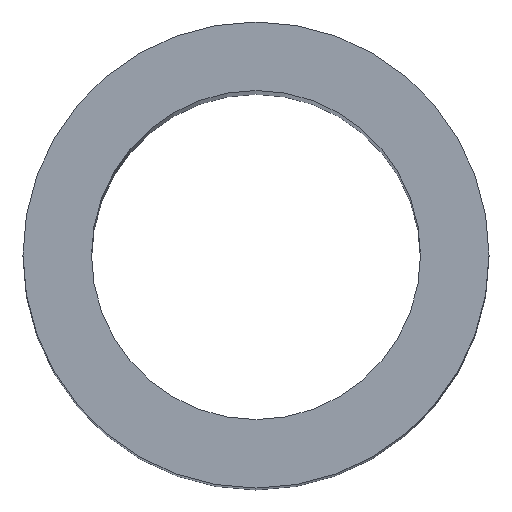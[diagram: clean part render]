
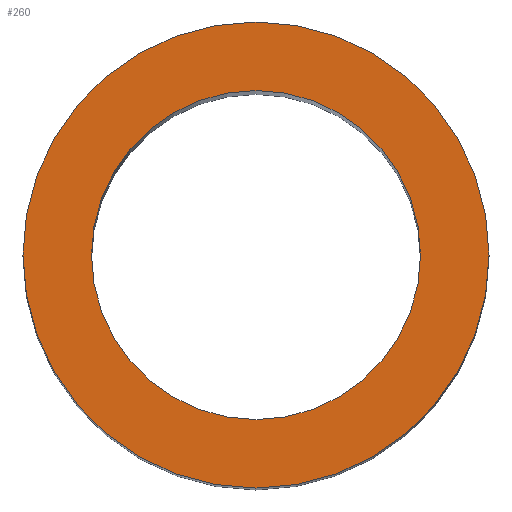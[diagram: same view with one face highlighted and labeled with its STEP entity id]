
A CAD part, top view. The second image highlights one B-rep face of the part: STEP entity #260.
In plain terms, the highlighted planar face has unit normal (0, 0, 1).
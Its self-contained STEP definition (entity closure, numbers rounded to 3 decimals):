
#6 = VERTEX_POINT ( 'NONE', #97 ) ;
#9 = AXIS2_PLACEMENT_3D ( 'NONE', #16, #319, #153 ) ;
#16 = CARTESIAN_POINT ( 'NONE',  ( 0., 0., 81. ) ) ;
#18 = EDGE_LOOP ( 'NONE', ( #87, #168 ) ) ;
#24 = VERTEX_POINT ( 'NONE', #175 ) ;
#26 = EDGE_CURVE ( 'NONE', #309, #6, #75, .T. ) ;
#34 = CARTESIAN_POINT ( 'NONE',  ( 0., 0., 81. ) ) ;
#35 = EDGE_CURVE ( 'NONE', #6, #309, #165, .T. ) ;
#37 = DIRECTION ( 'NONE',  ( 0., 0., 1. ) ) ;
#42 = DIRECTION ( 'NONE',  ( 1., 0., 0. ) ) ;
#49 = CIRCLE ( 'NONE', #217, 8.5 ) ;
#60 = DIRECTION ( 'NONE',  ( 0., 0., 1. ) ) ;
#75 = CIRCLE ( 'NONE', #143, 6. ) ;
#77 = CARTESIAN_POINT ( 'NONE',  ( 0., 0., 81. ) ) ;
#87 = ORIENTED_EDGE ( 'NONE', *, *, #35, .F. ) ;
#91 = FACE_OUTER_BOUND ( 'NONE', #311, .T. ) ;
#97 = CARTESIAN_POINT ( 'NONE',  ( -6., 0., 81. ) ) ;
#99 = ORIENTED_EDGE ( 'NONE', *, *, #105, .T. ) ;
#105 = EDGE_CURVE ( 'NONE', #294, #24, #49, .T. ) ;
#106 = CARTESIAN_POINT ( 'NONE',  ( 8.5, 0., 81. ) ) ;
#110 = DIRECTION ( 'NONE',  ( 1., 0., 0. ) ) ;
#115 = DIRECTION ( 'NONE',  ( 0., 0., 1. ) ) ;
#127 = FACE_BOUND ( 'NONE', #18, .T. ) ;
#143 = AXIS2_PLACEMENT_3D ( 'NONE', #235, #115, #42 ) ;
#145 = CARTESIAN_POINT ( 'NONE',  ( 6., 0., 81. ) ) ;
#153 = DIRECTION ( 'NONE',  ( 1., 0., 0. ) ) ;
#165 = CIRCLE ( 'NONE', #9, 6. ) ;
#168 = ORIENTED_EDGE ( 'NONE', *, *, #26, .F. ) ;
#173 = PLANE ( 'NONE',  #266 ) ;
#175 = CARTESIAN_POINT ( 'NONE',  ( -8.5, 0., 81. ) ) ;
#195 = ORIENTED_EDGE ( 'NONE', *, *, #299, .T. ) ;
#214 = DIRECTION ( 'NONE',  ( 1., 0., 0. ) ) ;
#217 = AXIS2_PLACEMENT_3D ( 'NONE', #77, #328, #214 ) ;
#235 = CARTESIAN_POINT ( 'NONE',  ( 0., 0., 81. ) ) ;
#241 = CIRCLE ( 'NONE', #272, 8.5 ) ;
#252 = CARTESIAN_POINT ( 'NONE',  ( 0., 0., 81. ) ) ;
#260 = ADVANCED_FACE ( 'NONE', ( #91, #127 ), #173, .T. ) ;
#266 = AXIS2_PLACEMENT_3D ( 'NONE', #252, #37, #110 ) ;
#272 = AXIS2_PLACEMENT_3D ( 'NONE', #34, #60, #310 ) ;
#294 = VERTEX_POINT ( 'NONE', #106 ) ;
#299 = EDGE_CURVE ( 'NONE', #24, #294, #241, .T. ) ;
#309 = VERTEX_POINT ( 'NONE', #145 ) ;
#310 = DIRECTION ( 'NONE',  ( 1., 0., 0. ) ) ;
#311 = EDGE_LOOP ( 'NONE', ( #195, #99 ) ) ;
#319 = DIRECTION ( 'NONE',  ( 0., 0., 1. ) ) ;
#328 = DIRECTION ( 'NONE',  ( 0., 0., 1. ) ) ;
